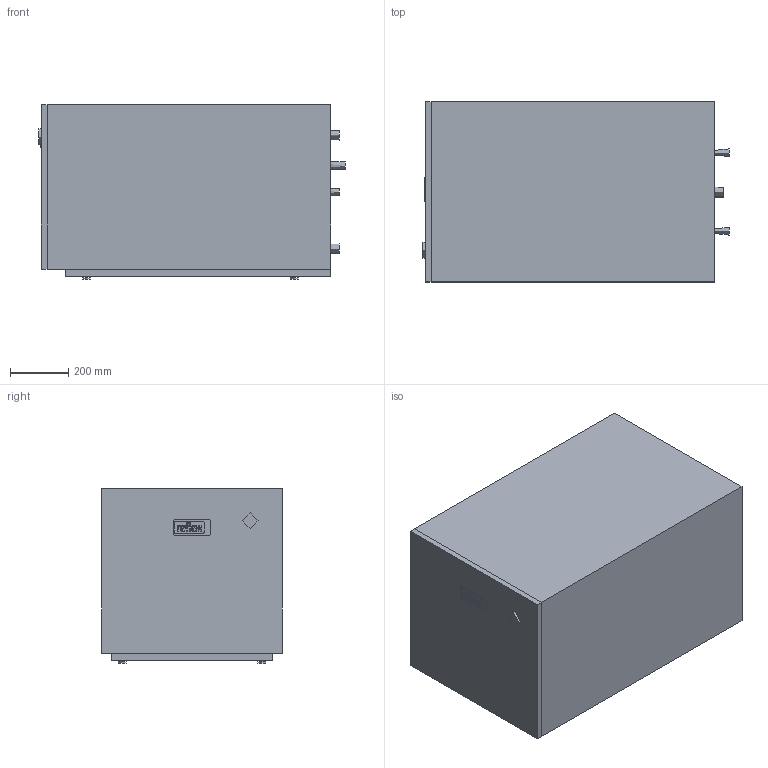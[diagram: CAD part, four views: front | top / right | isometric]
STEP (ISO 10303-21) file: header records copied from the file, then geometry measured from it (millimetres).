
FILE_DESCRIPTION(/* description */ (''),/* implementation_level */ '2;1');
FILE_NAME(/* name */ '3d_AC150white-7761900.stp',/* time_stamp */ '2015-12-07T11:42:10+01:00',/* author */ ('Andrzej'),/* organization */ (''),/* preprocessor_version */ 'ST-DEVELOPER v15.5',/* originating_system */ 'AutoCAD Mechanical',/* authorisation */ '');
FILE_SCHEMA (('AUTOMOTIVE_DESIGN { 1 0 10303 214 3 1 1 }'));
Length unit declared in the file: millimetre
Products named in the file (1): Product
Bounding box: 1053.5 x 620 x 599.8 mm (x, y, z)
Surface area: 6665659.4 mm2
Topology: 22 solids, 22 shells, 267 faces, 700 edges, 581 vertices
Faces by surface type: plane 160, cylinder 100, torus 3, sphere 2, bspline 2
Full cylindrical faces by diameter (mm): 9.6 x1, 9.8 x4, 15.9 x1, 20 x1, 23.25 x1, 25.7 x1, 26.9 x3, 27 x4, 32.4 x1, 33 x1, 33.7 x2, 39.2 x1, 52 x1, 55 x1, 125 x1, 185 x1, 500 x1
Entity records: 8262 total; most frequent: CARTESIAN_POINT 1694, DIRECTION 1435, ORIENTED_EDGE 1158, EDGE_CURVE 579, AXIS2_PLACEMENT_3D 504, LINE 427, VECTOR 427, VERTEX_POINT 401
